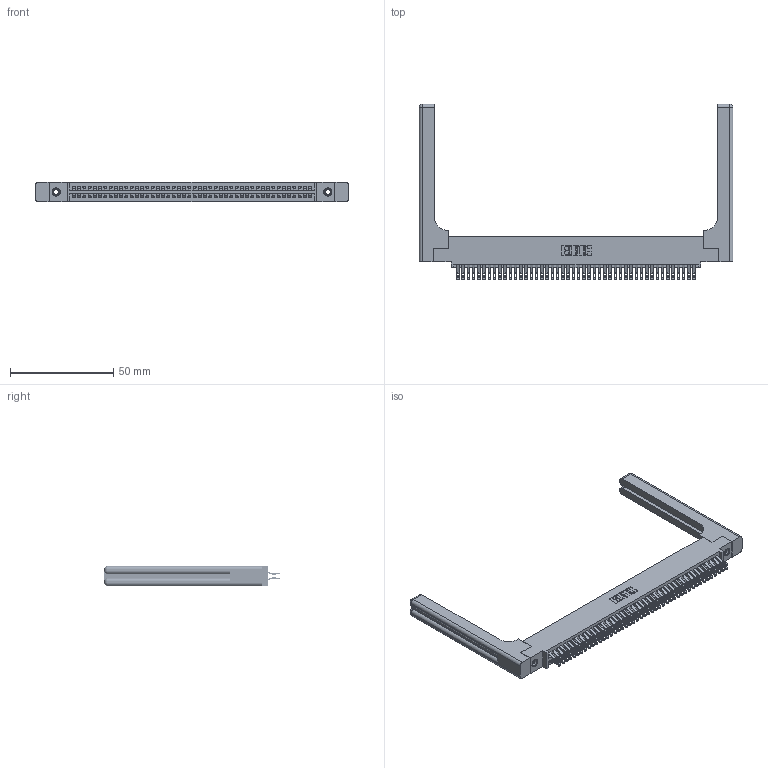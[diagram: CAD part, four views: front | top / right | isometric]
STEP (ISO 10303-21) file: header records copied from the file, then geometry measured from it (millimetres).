
FILE_DESCRIPTION (( 'STEP AP203' ), '1' );
FILE_NAME ('345-092-555-558.STEP', '2019-11-01T20:34:07', ( '' ), ( '' ), 'SwSTEP 2.0', 'SolidWorks 2016', '' );
FILE_SCHEMA (( 'CONFIG_CONTROL_DESIGN' ));
Length unit declared in the file: inch
Products named in the file (5): 345-092-555-558; 345-250-001_345-250-001-102; 345 Part_0.110 Offset - 0.156 Dia-TH; 345-220-058_345-220-058; 345-292-001_555 Tail
Assembly tree (97 placements, depth 2):
  345-092-555-558
    345 Part_0.110 Offset - 0.156 Dia-TH
    345-292-001_555 Tail  x92
    345-250-001_345-250-001-102  x2
    345-220-058_345-220-058  x2
Bounding box: 151.87 x 84.89 x 9.4 mm (x, y, z)
Volume: 23458.2 mm3; surface area: 28304.8 mm2
Topology: 97 solids, 97 shells, 5538 faces, 17303 edges, 11514 vertices
Faces by surface type: plane 3084, cylinder 2394, bspline 36, cone 12, sphere 8, torus 4
Entity records: 41194 total; most frequent: CARTESIAN_POINT 7931, ORIENTED_EDGE 6632, DIRECTION 5888, EDGE_CURVE 3316, LINE 2888, VECTOR 2888, VERTEX_POINT 2202, AXIS2_PLACEMENT_3D 1500
